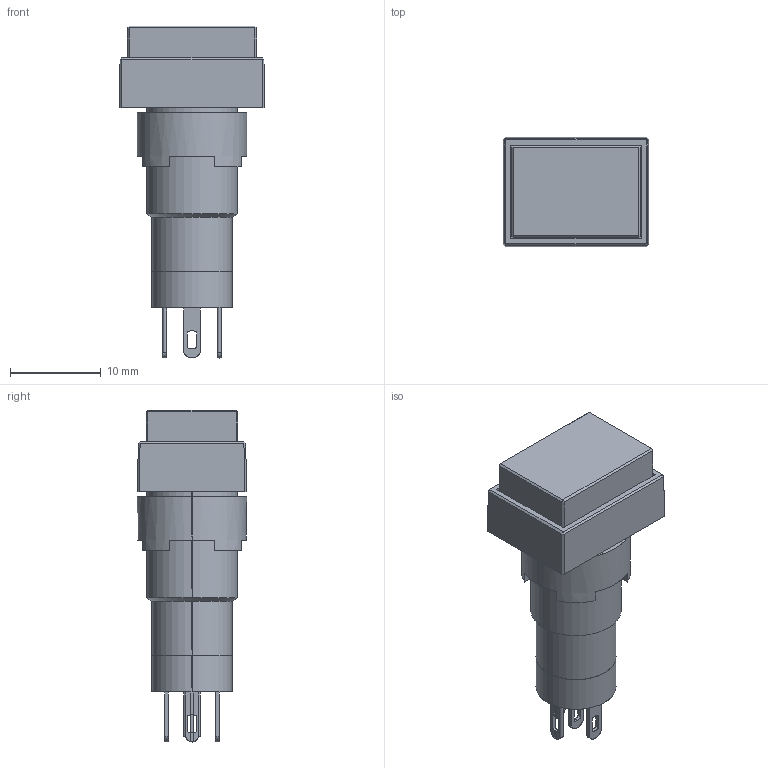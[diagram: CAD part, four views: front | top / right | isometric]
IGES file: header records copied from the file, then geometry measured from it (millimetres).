
Start section: SolidWorks IGES file using analytic representation for surfaces
Global section: file name: 03_AL1H-[M][A]11$.IGS; native system: SolidWorks 2019; preprocessor: SolidWorks 2019; author: 1003660; date: 201023.170636; units: millimetre
Bounding box: 16 x 12 x 36.5 mm (x, y, z)
Surface area: 2292.9 mm2 (no closed solid volume)
Topology: 0 solids, 0 shells, 144 faces, 1142 edges, 1142 vertices
Faces by surface type: bspline 104, revolution 40
